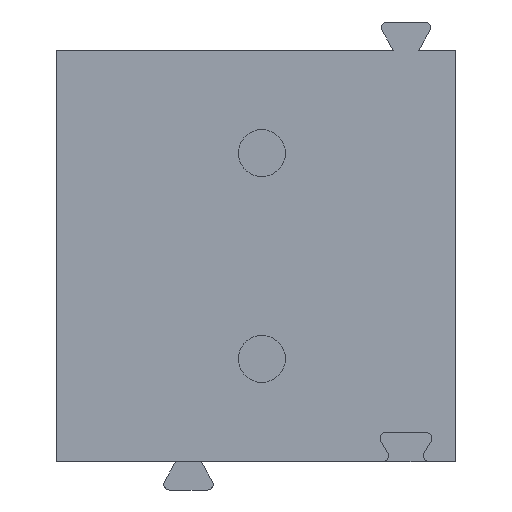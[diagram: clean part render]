
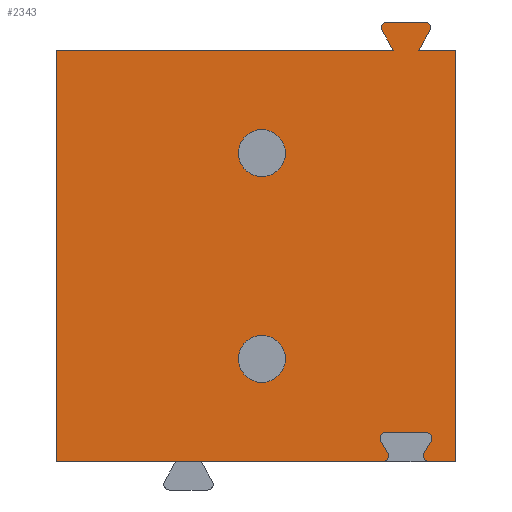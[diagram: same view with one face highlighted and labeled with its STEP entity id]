
A CAD part, front view. The second image highlights one B-rep face of the part: STEP entity #2343.
In plain terms, the highlighted planar face has unit normal (0, -1, 0).
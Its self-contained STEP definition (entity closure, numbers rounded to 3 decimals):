
#26=DIRECTION('',(1.,0.,0.));
#27=VECTOR('',#26,0.634);
#28=CARTESIAN_POINT('',(2.766,-4.2,5.25));
#29=LINE('',#28,#27);
#42=DIRECTION('',(1.,0.,0.));
#43=VECTOR('',#42,5.736);
#44=CARTESIAN_POINT('',(-3.4,-4.2,5.25));
#45=LINE('',#44,#43);
#273=CARTESIAN_POINT('',(2.948,-4.2,-1.65));
#274=DIRECTION('',(0.,-1.,0.));
#275=DIRECTION('',(-0.866,0.,0.5));
#276=AXIS2_PLACEMENT_3D('',#273,#274,#275);
#278=DIRECTION('',(0.5,0.,0.866));
#279=VECTOR('',#278,0.231);
#280=CARTESIAN_POINT('',(2.862,-4.2,-1.6));
#281=LINE('',#280,#279);
#282=CARTESIAN_POINT('',(2.89,-4.2,-1.35));
#283=DIRECTION('',(0.,-1.,0.));
#284=DIRECTION('',(0.866,0.,-0.5));
#285=AXIS2_PLACEMENT_3D('',#282,#283,#284);
#287=DIRECTION('',(-1.,0.,0.));
#288=VECTOR('',#287,0.681);
#289=CARTESIAN_POINT('',(2.89,-4.2,-1.25));
#290=LINE('',#289,#288);
#291=CARTESIAN_POINT('',(2.21,-4.2,-1.35));
#292=DIRECTION('',(0.,-1.,0.));
#293=DIRECTION('',(0.,0.,1.));
#294=AXIS2_PLACEMENT_3D('',#291,#292,#293);
#296=DIRECTION('',(0.5,0.,-0.866));
#297=VECTOR('',#296,0.231);
#298=CARTESIAN_POINT('',(2.123,-4.2,-1.4));
#299=LINE('',#298,#297);
#300=CARTESIAN_POINT('',(2.152,-4.2,-1.65));
#301=DIRECTION('',(0.,-1.,0.));
#302=DIRECTION('',(0.,0.,-1.));
#303=AXIS2_PLACEMENT_3D('',#300,#301,#302);
#305=DIRECTION('',(0.,0.,-1.));
#306=VECTOR('',#305,7.);
#307=CARTESIAN_POINT('',(-3.4,-4.2,5.25));
#308=LINE('',#307,#306);
#309=DIRECTION('',(0.504,0.,-0.864));
#310=VECTOR('',#309,0.382);
#311=CARTESIAN_POINT('',(2.144,-4.2,5.58));
#312=LINE('',#311,#310);
#313=CARTESIAN_POINT('',(2.23,-4.2,5.63));
#314=DIRECTION('',(0.,-1.,0.));
#315=DIRECTION('',(0.,0.,1.));
#316=AXIS2_PLACEMENT_3D('',#313,#314,#315);
#318=DIRECTION('',(-1.,0.,0.));
#319=VECTOR('',#318,0.64);
#320=CARTESIAN_POINT('',(2.87,-4.2,5.73));
#321=LINE('',#320,#319);
#322=CARTESIAN_POINT('',(2.87,-4.2,5.63));
#323=DIRECTION('',(0.,-1.,0.));
#324=DIRECTION('',(0.866,0.,-0.5));
#325=AXIS2_PLACEMENT_3D('',#322,#323,#324);
#327=DIRECTION('',(0.5,0.,0.866));
#328=VECTOR('',#327,0.381);
#329=CARTESIAN_POINT('',(2.766,-4.2,5.25));
#330=LINE('',#329,#328);
#331=CARTESIAN_POINT('',(0.1,-4.2,0.));
#332=DIRECTION('',(0.,1.,0.));
#333=DIRECTION('',(-1.,0.,0.));
#334=AXIS2_PLACEMENT_3D('',#331,#332,#333);
#336=CARTESIAN_POINT('',(0.1,-4.2,0.));
#337=DIRECTION('',(0.,1.,0.));
#338=DIRECTION('',(1.,0.,0.));
#339=AXIS2_PLACEMENT_3D('',#336,#337,#338);
#341=CARTESIAN_POINT('',(0.1,-4.2,3.5));
#342=DIRECTION('',(0.,1.,0.));
#343=DIRECTION('',(-1.,0.,0.));
#344=AXIS2_PLACEMENT_3D('',#341,#342,#343);
#346=CARTESIAN_POINT('',(0.1,-4.2,3.5));
#347=DIRECTION('',(0.,1.,0.));
#348=DIRECTION('',(1.,0.,0.));
#349=AXIS2_PLACEMENT_3D('',#346,#347,#348);
#359=DIRECTION('',(1.,0.,0.));
#360=VECTOR('',#359,0.452);
#361=CARTESIAN_POINT('',(2.948,-4.2,-1.75));
#362=LINE('',#361,#360);
#409=DIRECTION('',(1.,0.,0.));
#410=VECTOR('',#409,5.552);
#411=CARTESIAN_POINT('',(-3.4,-4.2,-1.75));
#412=LINE('',#411,#410);
#473=DIRECTION('',(0.,0.,-1.));
#474=VECTOR('',#473,7.);
#475=CARTESIAN_POINT('',(3.4,-4.2,5.25));
#476=LINE('',#475,#474);
#1559=CARTESIAN_POINT('',(-3.4,-4.2,5.25));
#1560=VERTEX_POINT('',#1559);
#1561=CARTESIAN_POINT('',(3.4,-4.2,5.25));
#1563=VERTEX_POINT('',#1561);
#1575=CARTESIAN_POINT('',(-3.4,-4.2,-1.75));
#1576=VERTEX_POINT('',#1575);
#1577=CARTESIAN_POINT('',(3.4,-4.2,-1.75));
#1579=VERTEX_POINT('',#1577);
#1613=CARTESIAN_POINT('',(2.336,-4.2,5.25));
#1614=VERTEX_POINT('',#1613);
#1615=CARTESIAN_POINT('',(2.766,-4.2,5.25));
#1616=VERTEX_POINT('',#1615);
#1617=CARTESIAN_POINT('',(2.23,-4.2,5.73));
#1618=CARTESIAN_POINT('',(2.144,-4.2,5.58));
#1619=VERTEX_POINT('',#1617);
#1620=VERTEX_POINT('',#1618);
#1621=CARTESIAN_POINT('',(2.957,-4.2,5.58));
#1622=CARTESIAN_POINT('',(2.87,-4.2,5.73));
#1623=VERTEX_POINT('',#1621);
#1624=VERTEX_POINT('',#1622);
#1649=CARTESIAN_POINT('',(2.948,-4.2,-1.75));
#1650=VERTEX_POINT('',#1649);
#1651=CARTESIAN_POINT('',(2.152,-4.2,-1.75));
#1652=VERTEX_POINT('',#1651);
#1653=CARTESIAN_POINT('',(2.862,-4.2,-1.6));
#1654=VERTEX_POINT('',#1653);
#1655=CARTESIAN_POINT('',(2.977,-4.2,-1.4));
#1656=VERTEX_POINT('',#1655);
#1657=CARTESIAN_POINT('',(2.89,-4.2,-1.25));
#1658=VERTEX_POINT('',#1657);
#1659=CARTESIAN_POINT('',(2.21,-4.2,-1.25));
#1660=VERTEX_POINT('',#1659);
#1661=CARTESIAN_POINT('',(2.123,-4.2,-1.4));
#1662=VERTEX_POINT('',#1661);
#1663=CARTESIAN_POINT('',(2.238,-4.2,-1.6));
#1664=VERTEX_POINT('',#1663);
#1827=CARTESIAN_POINT('',(-0.3,-4.2,0.));
#1828=CARTESIAN_POINT('',(0.5,-4.2,0.));
#1829=VERTEX_POINT('',#1827);
#1830=VERTEX_POINT('',#1828);
#1879=CARTESIAN_POINT('',(-0.3,-4.2,3.5));
#1880=VERTEX_POINT('',#1879);
#1881=CARTESIAN_POINT('',(0.5,-4.2,3.5));
#1882=VERTEX_POINT('',#1881);
#2291=CARTESIAN_POINT('',(-3.4,-4.2,5.25));
#2292=DIRECTION('',(0.,-1.,0.));
#2293=DIRECTION('',(1.,0.,0.));
#2294=AXIS2_PLACEMENT_3D('',#2291,#2292,#2293);
#2295=PLANE('',#2294);
#2297=ORIENTED_EDGE('',*,*,#2296,.F.);
#2299=ORIENTED_EDGE('',*,*,#2298,.T.);
#2301=ORIENTED_EDGE('',*,*,#2300,.T.);
#2303=ORIENTED_EDGE('',*,*,#2302,.T.);
#2305=ORIENTED_EDGE('',*,*,#2304,.T.);
#2307=ORIENTED_EDGE('',*,*,#2306,.T.);
#2309=ORIENTED_EDGE('',*,*,#2308,.F.);
#2311=ORIENTED_EDGE('',*,*,#2310,.F.);
#2312=ORIENTED_EDGE('',*,*,#2273,.F.);
#2313=ORIENTED_EDGE('',*,*,#2000,.T.);
#2315=ORIENTED_EDGE('',*,*,#2314,.F.);
#2317=ORIENTED_EDGE('',*,*,#2316,.F.);
#2319=ORIENTED_EDGE('',*,*,#2318,.F.);
#2321=ORIENTED_EDGE('',*,*,#2320,.F.);
#2323=ORIENTED_EDGE('',*,*,#2322,.F.);
#2324=ORIENTED_EDGE('',*,*,#1992,.T.);
#2326=ORIENTED_EDGE('',*,*,#2325,.T.);
#2328=ORIENTED_EDGE('',*,*,#2327,.F.);
#2329=EDGE_LOOP('',(#2297,#2299,#2301,#2303,#2305,#2307,#2309,#2311,#2312,#2313,
#2315,#2317,#2319,#2321,#2323,#2324,#2326,#2328));
#2330=FACE_OUTER_BOUND('',#2329,.F.);
#2332=ORIENTED_EDGE('',*,*,#2331,.F.);
#2334=ORIENTED_EDGE('',*,*,#2333,.F.);
#2335=EDGE_LOOP('',(#2332,#2334));
#2336=FACE_BOUND('',#2335,.F.);
#2338=ORIENTED_EDGE('',*,*,#2337,.F.);
#2340=ORIENTED_EDGE('',*,*,#2339,.F.);
#2341=EDGE_LOOP('',(#2338,#2340));
#2342=FACE_BOUND('',#2341,.F.);
#2343=ADVANCED_FACE('',(#2330,#2336,#2342),#2295,.T.);
#277=CIRCLE('',#276,0.1);
#286=CIRCLE('',#285,0.1);
#295=CIRCLE('',#294,0.1);
#304=CIRCLE('',#303,0.1);
#317=CIRCLE('',#316,0.1);
#326=CIRCLE('',#325,0.1);
#335=CIRCLE('',#334,0.4);
#340=CIRCLE('',#339,0.4);
#345=CIRCLE('',#344,0.4);
#350=CIRCLE('',#349,0.4);
#1992=EDGE_CURVE('',#1616,#1563,#29,.T.);
#2000=EDGE_CURVE('',#1560,#1614,#45,.T.);
#2273=EDGE_CURVE('',#1560,#1576,#308,.T.);
#2296=EDGE_CURVE('',#1654,#1650,#277,.T.);
#2298=EDGE_CURVE('',#1654,#1656,#281,.T.);
#2300=EDGE_CURVE('',#1656,#1658,#286,.T.);
#2302=EDGE_CURVE('',#1658,#1660,#290,.T.);
#2304=EDGE_CURVE('',#1660,#1662,#295,.T.);
#2306=EDGE_CURVE('',#1662,#1664,#299,.T.);
#2308=EDGE_CURVE('',#1652,#1664,#304,.T.);
#2310=EDGE_CURVE('',#1576,#1652,#412,.T.);
#2314=EDGE_CURVE('',#1620,#1614,#312,.T.);
#2316=EDGE_CURVE('',#1619,#1620,#317,.T.);
#2318=EDGE_CURVE('',#1624,#1619,#321,.T.);
#2320=EDGE_CURVE('',#1623,#1624,#326,.T.);
#2322=EDGE_CURVE('',#1616,#1623,#330,.T.);
#2325=EDGE_CURVE('',#1563,#1579,#476,.T.);
#2327=EDGE_CURVE('',#1650,#1579,#362,.T.);
#2331=EDGE_CURVE('',#1829,#1830,#335,.T.);
#2333=EDGE_CURVE('',#1830,#1829,#340,.T.);
#2337=EDGE_CURVE('',#1880,#1882,#345,.T.);
#2339=EDGE_CURVE('',#1882,#1880,#350,.T.);
